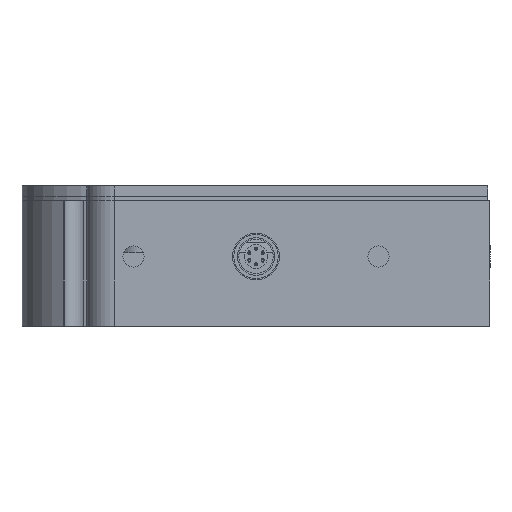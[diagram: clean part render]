
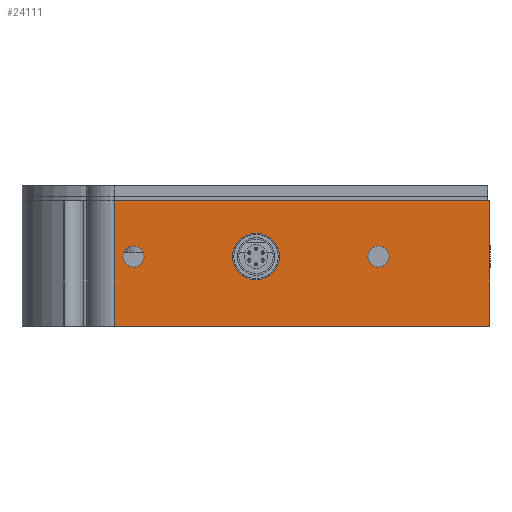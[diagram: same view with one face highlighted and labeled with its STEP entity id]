
A CAD part, left-side view. The second image highlights one B-rep face of the part: STEP entity #24111.
In plain terms, the highlighted planar face has unit normal (-1, 0, 0).
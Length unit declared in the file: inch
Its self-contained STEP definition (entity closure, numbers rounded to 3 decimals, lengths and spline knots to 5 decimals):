
#139 = LINE ( 'NONE', #33341, #32475 ) ;
#357 = FACE_BOUND ( 'NONE', #39485, .T. ) ;
#716 = AXIS2_PLACEMENT_3D ( 'NONE', #30670, #10723, #34027 ) ;
#1813 = CARTESIAN_POINT ( 'NONE',  ( -1.5, -0.3125, -0.706 ) ) ;
#1952 = DIRECTION ( 'NONE',  ( 0., 0., 1. ) ) ;
#4119 = ORIENTED_EDGE ( 'NONE', *, *, #38309, .F. ) ;
#4313 = CIRCLE ( 'NONE', #10166, 0.1985 ) ;
#4899 = ORIENTED_EDGE ( 'NONE', *, *, #35182, .F. ) ;
#5179 = DIRECTION ( 'NONE',  ( 0., 0., 1. ) ) ;
#5424 = ORIENTED_EDGE ( 'NONE', *, *, #7507, .F. ) ;
#5872 = ORIENTED_EDGE ( 'NONE', *, *, #28029, .F. ) ;
#6095 = DIRECTION ( 'NONE',  ( -1., 0., 0. ) ) ;
#6208 = EDGE_LOOP ( 'NONE', ( #5872, #29413 ) ) ;
#6430 = CARTESIAN_POINT ( 'NONE',  ( -1.5, -0.3125, -0.801 ) ) ;
#6483 = EDGE_CURVE ( 'NONE', #42957, #16332, #33043, .T. ) ;
#6820 = LINE ( 'NONE', #30363, #21438 ) ;
#7507 = EDGE_CURVE ( 'NONE', #16332, #42957, #4313, .T. ) ;
#8364 = CARTESIAN_POINT ( 'NONE',  ( -1.5, -0.9375, -0.876 ) ) ;
#9251 = FACE_BOUND ( 'NONE', #6208, .T. ) ;
#9709 = CARTESIAN_POINT ( 'NONE',  ( -1.5, -0.9375, 2.494 ) ) ;
#9845 = EDGE_LOOP ( 'NONE', ( #4899, #35998 ) ) ;
#9865 = PLANE ( 'NONE',  #35221 ) ;
#10166 = AXIS2_PLACEMENT_3D ( 'NONE', #14770, #38006, #18113 ) ;
#10723 = DIRECTION ( 'NONE',  ( -1., 0., 0. ) ) ;
#10926 = VECTOR ( 'NONE', #40687, 39.37008 ) ;
#10937 = DIRECTION ( 'NONE',  ( -1., 0., 0. ) ) ;
#11064 = VERTEX_POINT ( 'NONE', #33225 ) ;
#12285 = VECTOR ( 'NONE', #28722, 39.37008 ) ;
#13250 = CARTESIAN_POINT ( 'NONE',  ( -1.5, 0.1875, -0.876 ) ) ;
#13358 = LINE ( 'NONE', #18734, #12285 ) ;
#14770 = CARTESIAN_POINT ( 'NONE',  ( -1.5, -0.3125, 0.394 ) ) ;
#16332 = VERTEX_POINT ( 'NONE', #28100 ) ;
#16374 = CARTESIAN_POINT ( 'NONE',  ( -1.5, 0.1875, -0.876 ) ) ;
#16562 = EDGE_CURVE ( 'NONE', #40013, #11064, #31536, .T. ) ;
#16616 = DIRECTION ( 'NONE',  ( 0., 0., -1. ) ) ;
#17120 = CARTESIAN_POINT ( 'NONE',  ( -1.5, 0.1875, 2.494 ) ) ;
#18087 = CARTESIAN_POINT ( 'NONE',  ( -1.5, -0.3125, 1.399 ) ) ;
#18113 = DIRECTION ( 'NONE',  ( 0., 0., 1. ) ) ;
#18734 = CARTESIAN_POINT ( 'NONE',  ( -1.5, 0.1875, 2.494 ) ) ;
#19435 = CIRCLE ( 'NONE', #716, 0.095 ) ;
#19939 = EDGE_CURVE ( 'NONE', #27540, #24414, #6820, .T. ) ;
#20436 = ORIENTED_EDGE ( 'NONE', *, *, #6483, .F. ) ;
#21282 = VERTEX_POINT ( 'NONE', #26042 ) ;
#21438 = VECTOR ( 'NONE', #23725, 39.37008 ) ;
#21970 = DIRECTION ( 'NONE',  ( -1., 0., 0. ) ) ;
#22407 = CIRCLE ( 'NONE', #33003, 0.095 ) ;
#22793 = EDGE_CURVE ( 'NONE', #39768, #21282, #25429, .T. ) ;
#23725 = DIRECTION ( 'NONE',  ( 0., -1., 0. ) ) ;
#23988 = ORIENTED_EDGE ( 'NONE', *, *, #40854, .T. ) ;
#24111 = ADVANCED_FACE ( 'NONE', ( #357, #34762, #9251, #25963 ), #9865, .F. ) ;
#24170 = AXIS2_PLACEMENT_3D ( 'NONE', #26084, #6095, #29400 ) ;
#24414 = VERTEX_POINT ( 'NONE', #8364 ) ;
#24673 = ORIENTED_EDGE ( 'NONE', *, *, #19939, .T. ) ;
#25164 = DIRECTION ( 'NONE',  ( -1., 0., 0. ) ) ;
#25429 = CIRCLE ( 'NONE', #34301, 0.095 ) ;
#25963 = FACE_OUTER_BOUND ( 'NONE', #34316, .T. ) ;
#26042 = CARTESIAN_POINT ( 'NONE',  ( -1.5, -0.3125, -0.611 ) ) ;
#26084 = CARTESIAN_POINT ( 'NONE',  ( -1.5, -0.3125, 1.494 ) ) ;
#27540 = VERTEX_POINT ( 'NONE', #16374 ) ;
#28029 = EDGE_CURVE ( 'NONE', #11064, #40013, #19435, .T. ) ;
#28100 = CARTESIAN_POINT ( 'NONE',  ( -1.5, -0.3125, 0.5925 ) ) ;
#28622 = LINE ( 'NONE', #37617, #10926 ) ;
#28722 = DIRECTION ( 'NONE',  ( 0., -1., 0. ) ) ;
#29400 = DIRECTION ( 'NONE',  ( 0., 0., 1. ) ) ;
#29413 = ORIENTED_EDGE ( 'NONE', *, *, #16562, .F. ) ;
#30363 = CARTESIAN_POINT ( 'NONE',  ( -1.5, 0.1875, -0.876 ) ) ;
#30670 = CARTESIAN_POINT ( 'NONE',  ( -1.5, -0.3125, 1.494 ) ) ;
#30893 = CARTESIAN_POINT ( 'NONE',  ( -1.5, -0.3125, 0.394 ) ) ;
#31536 = CIRCLE ( 'NONE', #24170, 0.095 ) ;
#32475 = VECTOR ( 'NONE', #36686, 39.37008 ) ;
#33003 = AXIS2_PLACEMENT_3D ( 'NONE', #41875, #21970, #1952 ) ;
#33043 = CIRCLE ( 'NONE', #35804, 0.1985 ) ;
#33225 = CARTESIAN_POINT ( 'NONE',  ( -1.5, -0.3125, 1.589 ) ) ;
#33341 = CARTESIAN_POINT ( 'NONE',  ( -1.5, 0.1875, -0.876 ) ) ;
#34027 = DIRECTION ( 'NONE',  ( 0., 0., 1. ) ) ;
#34226 = DIRECTION ( 'NONE',  ( 0., 0., 1. ) ) ;
#34301 = AXIS2_PLACEMENT_3D ( 'NONE', #1813, #25164, #5179 ) ;
#34316 = EDGE_LOOP ( 'NONE', ( #23988, #41174, #4119, #24673 ) ) ;
#34762 = FACE_BOUND ( 'NONE', #9845, .T. ) ;
#35182 = EDGE_CURVE ( 'NONE', #21282, #39768, #22407, .T. ) ;
#35221 = AXIS2_PLACEMENT_3D ( 'NONE', #13250, #36506, #16616 ) ;
#35804 = AXIS2_PLACEMENT_3D ( 'NONE', #30893, #10937, #34226 ) ;
#35998 = ORIENTED_EDGE ( 'NONE', *, *, #22793, .F. ) ;
#36506 = DIRECTION ( 'NONE',  ( 1., 0., 0. ) ) ;
#36686 = DIRECTION ( 'NONE',  ( 0., 0., 1. ) ) ;
#37617 = CARTESIAN_POINT ( 'NONE',  ( -1.5, -0.9375, -0.876 ) ) ;
#37680 = EDGE_CURVE ( 'NONE', #38014, #42901, #13358, .T. ) ;
#38006 = DIRECTION ( 'NONE',  ( -1., 0., 0. ) ) ;
#38014 = VERTEX_POINT ( 'NONE', #17120 ) ;
#38309 = EDGE_CURVE ( 'NONE', #27540, #38014, #139, .T. ) ;
#39485 = EDGE_LOOP ( 'NONE', ( #5424, #20436 ) ) ;
#39768 = VERTEX_POINT ( 'NONE', #6430 ) ;
#39987 = CARTESIAN_POINT ( 'NONE',  ( -1.5, -0.3125, 0.1955 ) ) ;
#40013 = VERTEX_POINT ( 'NONE', #18087 ) ;
#40687 = DIRECTION ( 'NONE',  ( 0., 0., 1. ) ) ;
#40854 = EDGE_CURVE ( 'NONE', #24414, #42901, #28622, .T. ) ;
#41174 = ORIENTED_EDGE ( 'NONE', *, *, #37680, .F. ) ;
#41875 = CARTESIAN_POINT ( 'NONE',  ( -1.5, -0.3125, -0.706 ) ) ;
#42901 = VERTEX_POINT ( 'NONE', #9709 ) ;
#42957 = VERTEX_POINT ( 'NONE', #39987 ) ;
